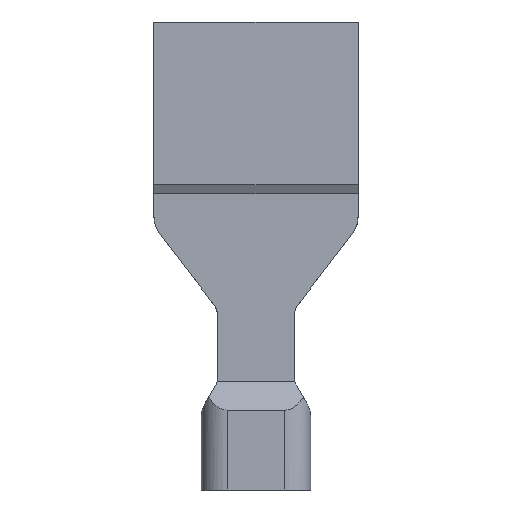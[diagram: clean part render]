
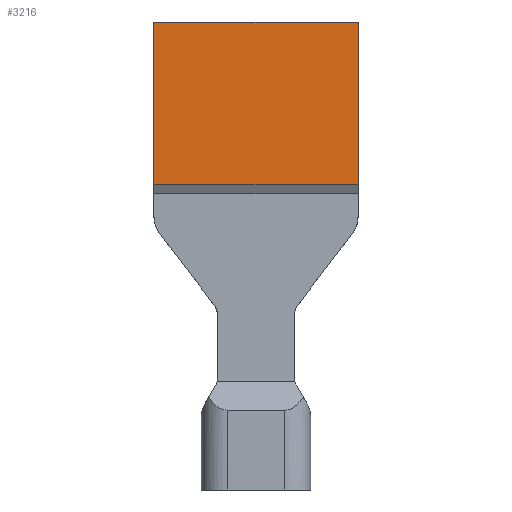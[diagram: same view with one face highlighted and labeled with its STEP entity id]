
A CAD part, front view. The second image highlights one B-rep face of the part: STEP entity #3216.
In plain terms, the highlighted planar face has unit normal (0, -1, 0).
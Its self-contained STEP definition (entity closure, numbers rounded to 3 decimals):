
#60 = ORIENTED_EDGE ( 'NONE', *, *, #195, .T. ) ;
#195 = EDGE_CURVE ( 'NONE', #6277, #3541, #3211, .T. ) ;
#214 = VECTOR ( 'NONE', #6274, 1000. ) ;
#1125 = CARTESIAN_POINT ( 'NONE',  ( 4.737, 0., -7.557 ) ) ;
#1141 = FACE_OUTER_BOUND ( 'NONE', #4693, .T. ) ;
#1173 = DIRECTION ( 'NONE',  ( 1., 0., 0. ) ) ;
#1390 = EDGE_CURVE ( 'NONE', #3541, #1471, #5969, .T. ) ;
#1421 = VERTEX_POINT ( 'NONE', #3563 ) ;
#1471 = VERTEX_POINT ( 'NONE', #3117 ) ;
#1558 = DIRECTION ( 'NONE',  ( 0., 0., 1. ) ) ;
#1822 = DIRECTION ( 'NONE',  ( 0., -1., 0. ) ) ;
#2160 = AXIS2_PLACEMENT_3D ( 'NONE', #3489, #1822, #7195 ) ;
#2836 = VECTOR ( 'NONE', #1558, 1000. ) ;
#3087 = CARTESIAN_POINT ( 'NONE',  ( 4.737, 0., 0. ) ) ;
#3117 = CARTESIAN_POINT ( 'NONE',  ( 4.737, 0., -7.556 ) ) ;
#3211 = LINE ( 'NONE', #7513, #214 ) ;
#3216 = ADVANCED_FACE ( 'NONE', ( #1141 ), #6593, .T. ) ;
#3489 = CARTESIAN_POINT ( 'NONE',  ( 4.737, 0., 0. ) ) ;
#3541 = VERTEX_POINT ( 'NONE', #3738 ) ;
#3563 = CARTESIAN_POINT ( 'NONE',  ( 4.737, 0., 0. ) ) ;
#3601 = EDGE_CURVE ( 'NONE', #1421, #6277, #5568, .T. ) ;
#3738 = CARTESIAN_POINT ( 'NONE',  ( -4.737, 0., -7.556 ) ) ;
#3782 = EDGE_CURVE ( 'NONE', #1471, #1421, #5756, .T. ) ;
#3903 = CARTESIAN_POINT ( 'NONE',  ( -4.737, 0., 0. ) ) ;
#4596 = CARTESIAN_POINT ( 'NONE',  ( 4.737, 0., 0. ) ) ;
#4693 = EDGE_LOOP ( 'NONE', ( #5647, #60, #6543, #4950 ) ) ;
#4950 = ORIENTED_EDGE ( 'NONE', *, *, #3782, .T. ) ;
#5449 = VECTOR ( 'NONE', #1173, 1000. ) ;
#5568 = LINE ( 'NONE', #3087, #7122 ) ;
#5647 = ORIENTED_EDGE ( 'NONE', *, *, #3601, .T. ) ;
#5756 = LINE ( 'NONE', #4596, #2836 ) ;
#5969 = LINE ( 'NONE', #1125, #5449 ) ;
#6265 = DIRECTION ( 'NONE',  ( -1., 0., 0. ) ) ;
#6274 = DIRECTION ( 'NONE',  ( 0., 0., -1. ) ) ;
#6277 = VERTEX_POINT ( 'NONE', #3903 ) ;
#6543 = ORIENTED_EDGE ( 'NONE', *, *, #1390, .T. ) ;
#6593 = PLANE ( 'NONE',  #2160 ) ;
#7122 = VECTOR ( 'NONE', #6265, 1000. ) ;
#7195 = DIRECTION ( 'NONE',  ( 0., 0., -1. ) ) ;
#7513 = CARTESIAN_POINT ( 'NONE',  ( -4.737, 0., 0. ) ) ;
